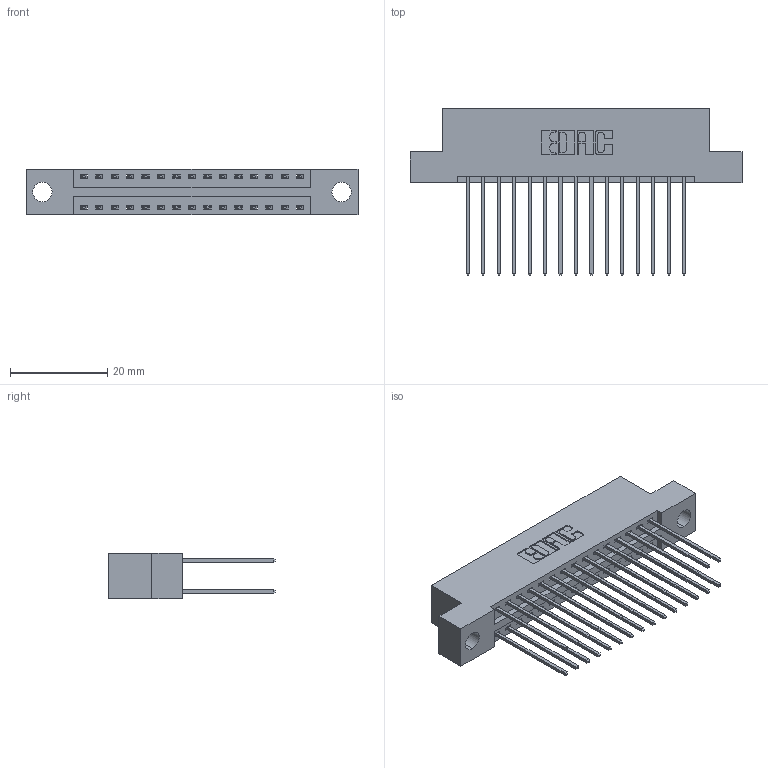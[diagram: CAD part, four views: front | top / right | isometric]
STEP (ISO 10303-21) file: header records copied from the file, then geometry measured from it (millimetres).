
FILE_DESCRIPTION (( 'STEP AP203' ), '1' );
FILE_NAME ('396-030-541-204.STEP', '2019-10-30T05:51:34', ( '' ), ( '' ), 'SwSTEP 2.0', 'SolidWorks 2016', '' );
FILE_SCHEMA (( 'CONFIG_CONTROL_DESIGN' ));
Length unit declared in the file: inch
Products named in the file (3): 396-030-541-204; 346 Part_Flush Mounting Lugs - 0.156 Dia-TH; 345-292-001_345-293-141
Assembly tree (31 placements, depth 2):
  396-030-541-204
    346 Part_Flush Mounting Lugs - 0.156 Dia-TH
    345-292-001_345-293-141  x30
Bounding box: 68.2 x 34.29 x 9.4 mm (x, y, z)
Volume: 6524.8 mm3; surface area: 9183.2 mm2
Topology: 31 solids, 31 shells, 1682 faces, 4979 edges, 3278 vertices
Faces by surface type: plane 1126, cylinder 556
Entity records: 13445 total; most frequent: CARTESIAN_POINT 2252, ORIENTED_EDGE 2186, DIRECTION 2037, EDGE_CURVE 1093, VECTOR 901, LINE 901, VERTEX_POINT 726, AXIS2_PLACEMENT_3D 568
